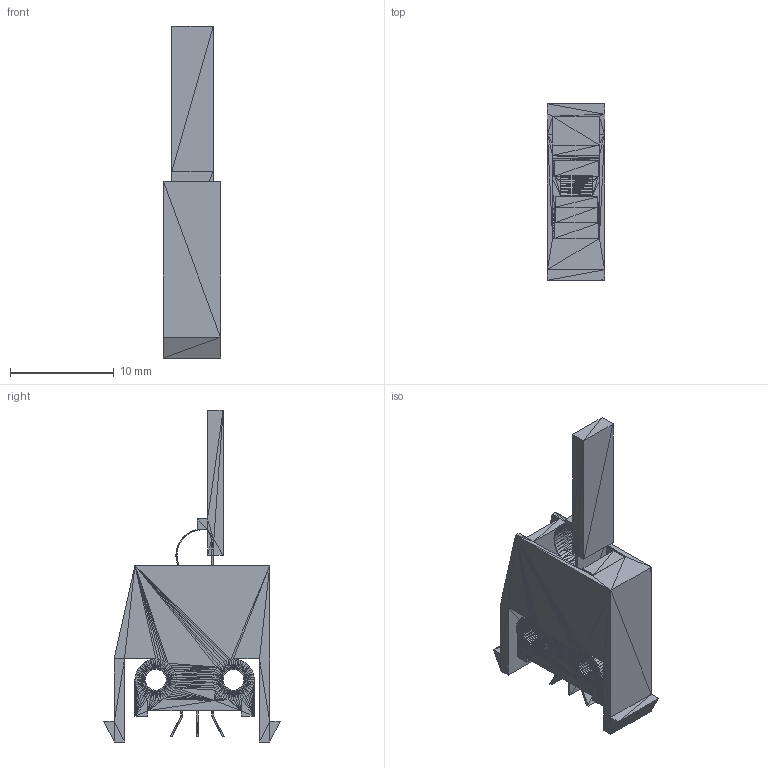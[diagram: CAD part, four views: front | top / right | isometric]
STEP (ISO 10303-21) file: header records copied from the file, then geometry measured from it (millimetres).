
FILE_DESCRIPTION((''),'2;1');
FILE_NAME('FDS Switch long', '2025-04-17T12:56:00', (''), (''), 'ImageToStl.com STEP Converter','', '');
FILE_SCHEMA(('AUTOMOTIVE_DESIGN_CC2'));
Length unit declared in the file: metre
Products named in the file (1): product0
Bounding box: 5.5 x 17 x 32 mm (x, y, z)
Surface area: 1941.1 mm2 (no closed solid volume)
Topology: 0 solids, 1828 shells, 1828 faces, 5484 edges, 910 vertices
Faces by surface type: plane 1828
Entity records: 42064 total; most frequent: DIRECTION 9142, ORIENTED_EDGE 5484, EDGE_CURVE 5484, LINE 5484, VECTOR 5484, AXIS2_PLACEMENT_3D 1829, FACE_SURFACE 1828, PLANE 1828
